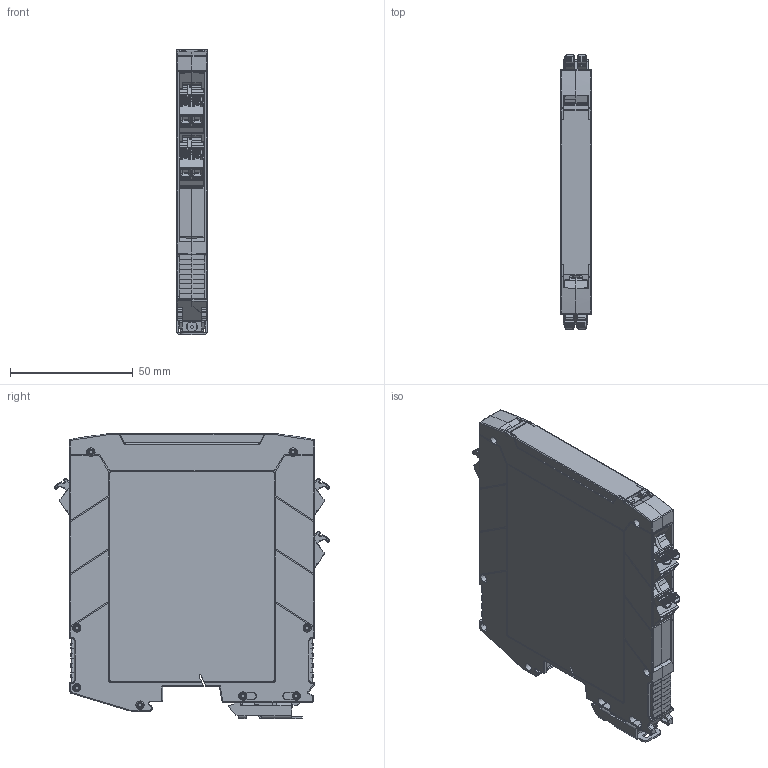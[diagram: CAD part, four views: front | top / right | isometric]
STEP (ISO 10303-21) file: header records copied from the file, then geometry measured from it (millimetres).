
FILE_DESCRIPTION (( 'STEP AP214' ), '1' );
FILE_NAME ('TMT72-BQ74_115.STEP', '2025-05-21T16:39:39', ( '' ), ( '' ), 'SwSTEP 2.0', 'SolidWorks 2021', '' );
FILE_SCHEMA (( 'AUTOMOTIVE_DESIGN' ));
Length unit declared in the file: inch
Products named in the file (1): TMT72-BQ74_115
Bounding box: 12.6 x 112.52 x 116.25 mm (x, y, z)
Volume: 48400.4 mm3; surface area: 63961.5 mm2
Topology: 1 solids, 10 shells, 4481 faces, 12046 edges, 7534 vertices
Faces by surface type: plane 2205, cylinder 1100, torus 472, cone 346, bspline 294, sphere 64
Entity records: 166032 total; most frequent: CARTESIAN_POINT 58395, ORIENTED_EDGE 23960, DIRECTION 20804, EDGE_CURVE 11980, VERTEX_POINT 7504, AXIS2_PLACEMENT_3D 6992, LINE 6820, VECTOR 6820
